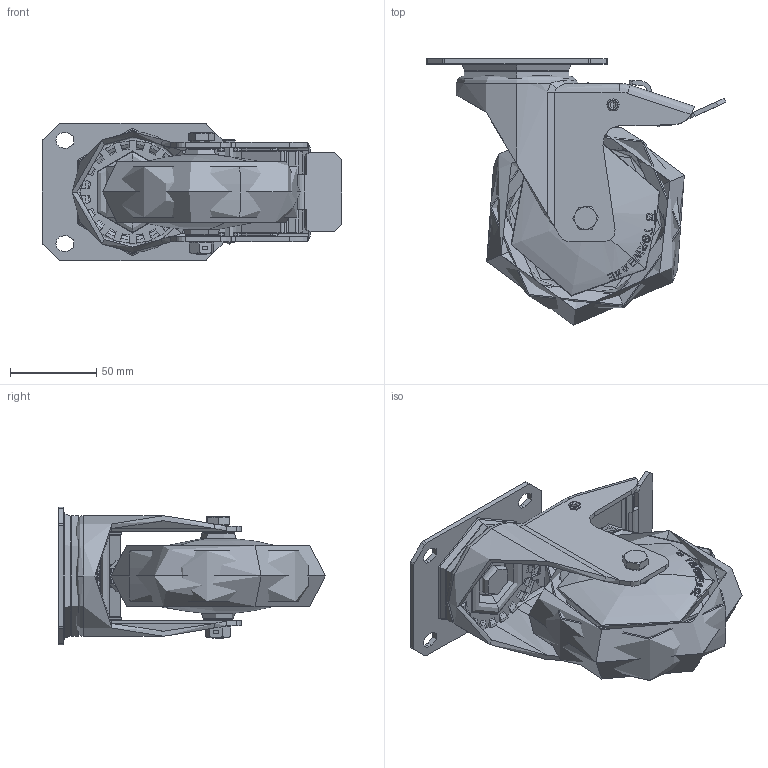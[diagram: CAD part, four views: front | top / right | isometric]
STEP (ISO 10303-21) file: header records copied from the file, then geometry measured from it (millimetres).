
FILE_DESCRIPTION (( 'STEP AP214' ), '1' );
FILE_NAME ('0055760.step', '2023-10-13T11:31:58', ( '' ), ( '' ), 'SwSTEP 2.0', 'SolidWorks 2020', '' );
FILE_SCHEMA (( 'AUTOMOTIVE_DESIGN' ));
Length unit declared in the file: millimetre
Products named in the file (1): 0055760
Bounding box: 173.98 x 154.6 x 80 mm (x, y, z)
Surface area: 186461.9 mm2 (no closed solid volume)
Topology: 0 solids, 20 shells, 974 faces, 2698 edges, 1759 vertices
Faces by surface type: bspline 266, torus 200, plane 192, cylinder 188, cone 112, sphere 16
Entity records: 54609 total; most frequent: CARTESIAN_POINT 21470, ORIENTED_EDGE 4911, DIRECTION 3905, EDGE_CURVE 2698, VERTEX_POINT 1759, AXIS2_PLACEMENT_3D 1607, B_SPLINE_CURVE_WITH_KNOTS 1092, EDGE_LOOP 1060
